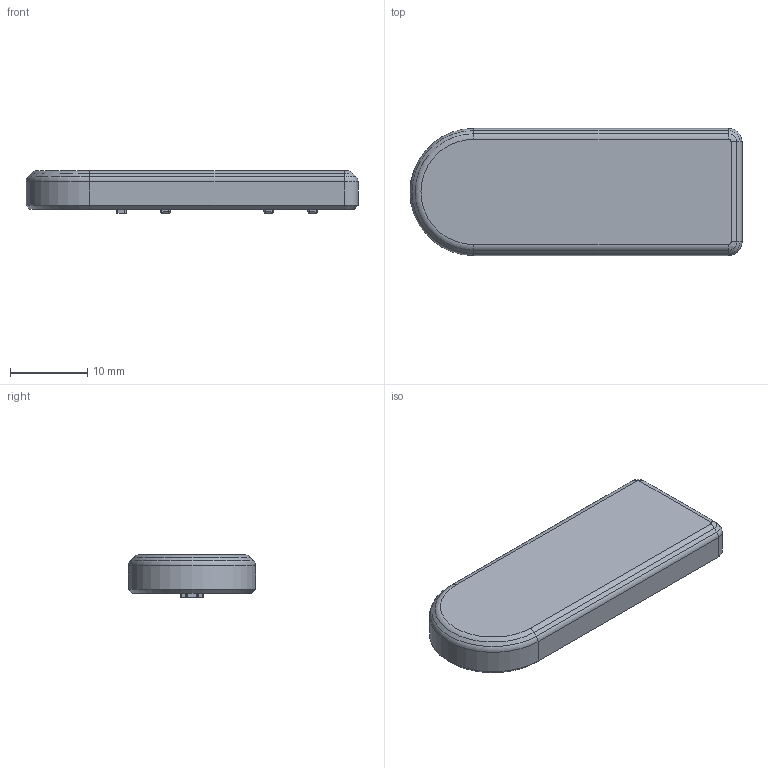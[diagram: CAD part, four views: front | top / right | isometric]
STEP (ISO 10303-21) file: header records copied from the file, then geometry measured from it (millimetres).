
FILE_DESCRIPTION(/* description */ (''),/* implementation_level */ '2;1');
FILE_NAME(/* name */ '2u capper.step',/* time_stamp */ '2025-05-21T06:00:13-07:00',/* author */ (''),/* organization */ (''),/* preprocessor_version */ 'ST-DEVELOPER v20.1',/* originating_system */ 'Autodesk Translation Framework v14.4.0.0',/* authorisation */ '');
FILE_SCHEMA (('AUTOMOTIVE_DESIGN { 1 0 10303 214 3 1 1 }'));
Length unit declared in the file: millimetre
Products named in the file (1): FusionComponent
Bounding box: 42.98 x 16.45 x 5.49 mm (x, y, z)
Volume: 1869.3 mm3; surface area: 2146.1 mm2
Topology: 1 solids, 1 shells, 277 faces, 660 edges, 350 vertices
Faces by surface type: cylinder 123, plane 55, torus 49, bspline 44, cone 6
Entity records: 10175 total; most frequent: CARTESIAN_POINT 4060, DIRECTION 1329, ORIENTED_EDGE 1240, EDGE_CURVE 620, AXIS2_PLACEMENT_3D 531, VERTEX_POINT 350, EDGE_LOOP 282, FACE_OUTER_BOUND 277
